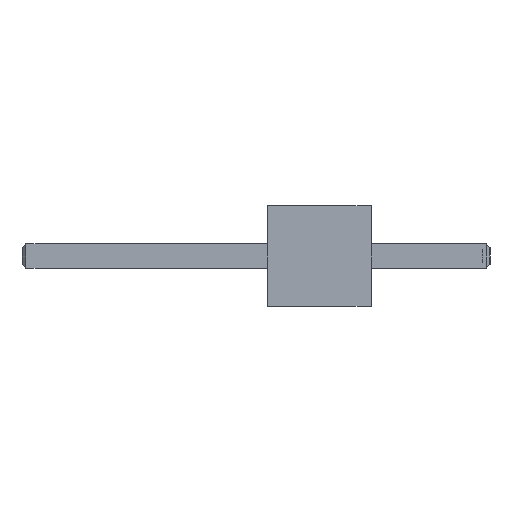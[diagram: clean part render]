
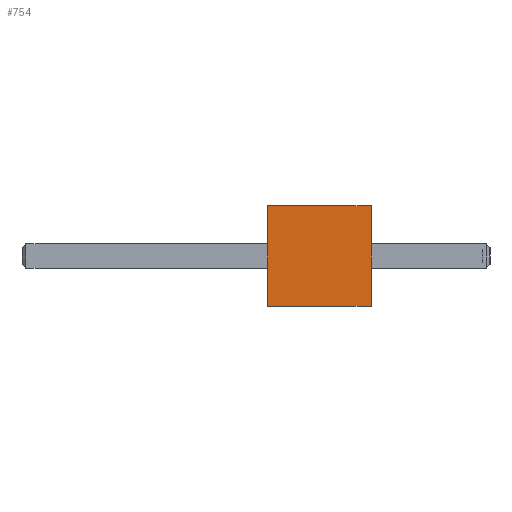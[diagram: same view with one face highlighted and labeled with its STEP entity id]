
A CAD part, left-side view. The second image highlights one B-rep face of the part: STEP entity #754.
In plain terms, the highlighted planar face has unit normal (-1, 0, 0).
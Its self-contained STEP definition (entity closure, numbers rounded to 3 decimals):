
#754=ADVANCED_FACE('',(#966),#968,.T.);
#966=FACE_BOUND('',#967,.T.);
#967=EDGE_LOOP('',(#1111,#1112,#1113,#1114));
#968=PLANE('',#969);
#969=AXIS2_PLACEMENT_3D('',#970,#971,#972);
#970=CARTESIAN_POINT('',(0.,0.,-2.54));
#971=DIRECTION('',(-1.,0.,0.));
#972=DIRECTION('',(0.,0.,1.));
#1111=ORIENTED_EDGE('',*,*,#1184,.T.);
#1112=ORIENTED_EDGE('',*,*,#1191,.T.);
#1113=ORIENTED_EDGE('',*,*,#1192,.F.);
#1114=ORIENTED_EDGE('',*,*,#1185,.F.);
#1184=EDGE_CURVE('',#1250,#1254,#1256,.T.);
#1185=EDGE_CURVE('',#1250,#1257,#1258,.T.);
#1191=EDGE_CURVE('',#1254,#1265,#1267,.T.);
#1192=EDGE_CURVE('',#1257,#1265,#1268,.T.);
#1250=VERTEX_POINT('',#1384);
#1254=VERTEX_POINT('',#1392);
#1256=LINE('',#1396,#1397);
#1257=VERTEX_POINT('',#1399);
#1258=LINE('',#1400,#1401);
#1265=VERTEX_POINT('',#1417);
#1267=LINE('',#1421,#1422);
#1268=LINE('',#1424,#1425);
#1384=CARTESIAN_POINT('',(0.,0.,-2.54));
#1392=CARTESIAN_POINT('',(0.,0.,0.));
#1396=CARTESIAN_POINT('',(0.,0.,-2.54));
#1397=VECTOR('',#1398,1.);
#1398=DIRECTION('',(0.,0.,1.));
#1399=CARTESIAN_POINT('',(0.,2.6,-2.54));
#1400=CARTESIAN_POINT('',(0.,0.,-2.54));
#1401=VECTOR('',#1402,1.);
#1402=DIRECTION('',(0.,1.,0.));
#1417=CARTESIAN_POINT('',(0.,2.6,0.));
#1421=CARTESIAN_POINT('',(0.,0.,0.));
#1422=VECTOR('',#1423,1.);
#1423=DIRECTION('',(0.,1.,0.));
#1424=CARTESIAN_POINT('',(0.,2.6,-2.54));
#1425=VECTOR('',#1426,1.);
#1426=DIRECTION('',(0.,0.,1.));
